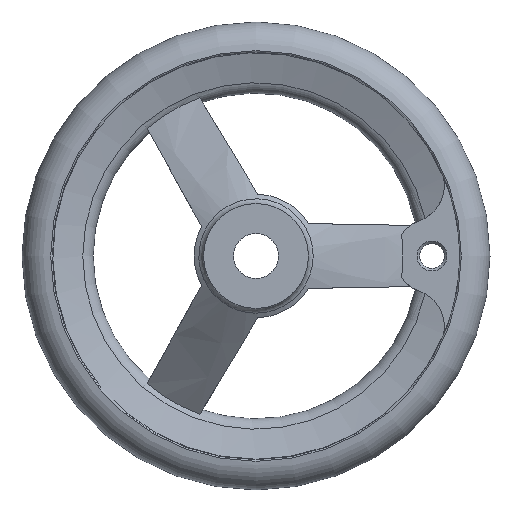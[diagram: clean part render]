
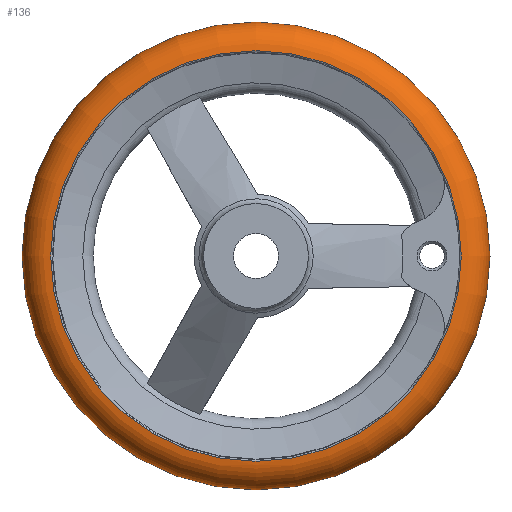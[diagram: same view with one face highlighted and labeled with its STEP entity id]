
A CAD part, front view. The second image highlights one B-rep face of the part: STEP entity #136.
In plain terms, the highlighted toroidal (fillet/blend) face has major radius 54.5 mm and minor radius 8 mm.
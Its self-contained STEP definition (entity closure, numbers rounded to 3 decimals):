
#136 = ADVANCED_FACE( '', ( #297, #298, #299 ), #300, .T. );
#297 = FACE_BOUND( '', #462, .T. );
#298 = FACE_OUTER_BOUND( '', #463, .T. );
#299 = FACE_OUTER_BOUND( '', #464, .T. );
#300 = TOROIDAL_SURFACE( '', #465, 54.5, 8. );
#462 = VERTEX_LOOP( '', #798 );
#463 = EDGE_LOOP( '', ( #799 ) );
#464 = EDGE_LOOP( '', ( #800 ) );
#465 = AXIS2_PLACEMENT_3D( '', #801, #802, #803 );
#798 = VERTEX_POINT( '', #1008 );
#799 = ORIENTED_EDGE( '', *, *, #889, .T. );
#800 = ORIENTED_EDGE( '', *, *, #950, .F. );
#801 = CARTESIAN_POINT( '', ( 0., 28., 0. ) );
#802 = DIRECTION( '', ( 0., -1., 0. ) );
#803 = DIRECTION( '', ( 0., 0., -1. ) );
#889 = EDGE_CURVE( '', #1045, #1045, #1046, .T. );
#950 = EDGE_CURVE( '', #1150, #1150, #1151, .T. );
#1008 = CARTESIAN_POINT( '', ( 0., 28., -62.5 ) );
#1045 = VERTEX_POINT( '', #1307 );
#1046 = CIRCLE( '', #1308, 54.833 );
#1150 = VERTEX_POINT( '', #1623 );
#1151 = CIRCLE( '', #1624, 54.833 );
#1307 = CARTESIAN_POINT( '', ( 0., 35.993, -54.833 ) );
#1308 = AXIS2_PLACEMENT_3D( '', #1868, #1869, #1870 );
#1623 = CARTESIAN_POINT( '', ( 0., 20.007, -54.833 ) );
#1624 = AXIS2_PLACEMENT_3D( '', #1943, #1944, #1945 );
#1868 = CARTESIAN_POINT( '', ( 0., 35.993, 0. ) );
#1869 = DIRECTION( '', ( 0., -1., 0. ) );
#1870 = DIRECTION( '', ( 0., 0., -1. ) );
#1943 = CARTESIAN_POINT( '', ( 0., 20.007, 0. ) );
#1944 = DIRECTION( '', ( 0., -1., 0. ) );
#1945 = DIRECTION( '', ( 0., 0., -1. ) );
